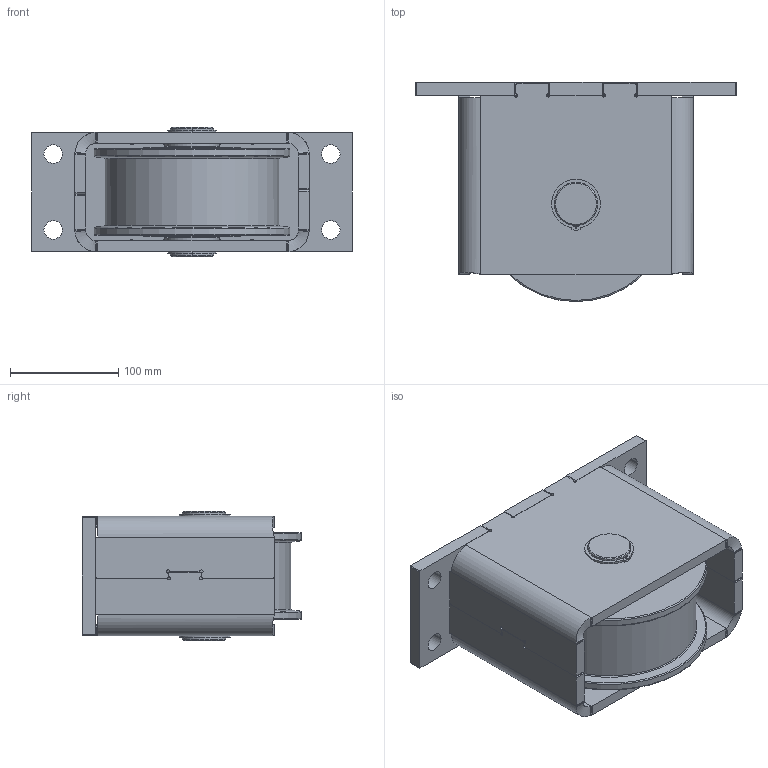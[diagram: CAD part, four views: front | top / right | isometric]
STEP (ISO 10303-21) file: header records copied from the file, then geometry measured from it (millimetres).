
FILE_DESCRIPTION(('STEP AP214'),'1');
FILE_NAME('rn-20-160.stp','2022-09-13T15:06:21',('TraceParts'),('TraceParts S.A.'),'Spatial InterOp 3D',' ',' ');
FILE_SCHEMA(('AUTOMOTIVE_DESIGN { 1 0 10303 214 1 1 1 1 }'));
Length unit declared in the file: millimetre
Products named in the file (1): rn-20-160
Bounding box: 296 x 202 x 119.7 mm (x, y, z)
Volume: 2935885.4 mm3; surface area: 411005.3 mm2
Topology: 1 solids, 4 shells, 476 faces, 1326 edges, 844 vertices
Faces by surface type: cylinder 244, plane 140, torus 40, cone 32, bspline 20
Entity records: 20108 total; most frequent: CARTESIAN_POINT 3531, DIRECTION 2872, ORIENTED_EDGE 2652, EDGE_CURVE 1326, AXIS2_PLACEMENT_3D 1129, VERTEX_POINT 844, CIRCLE 672, LINE 614
